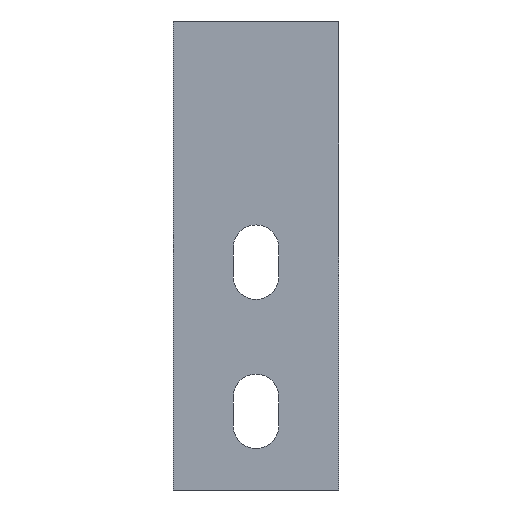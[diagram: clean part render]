
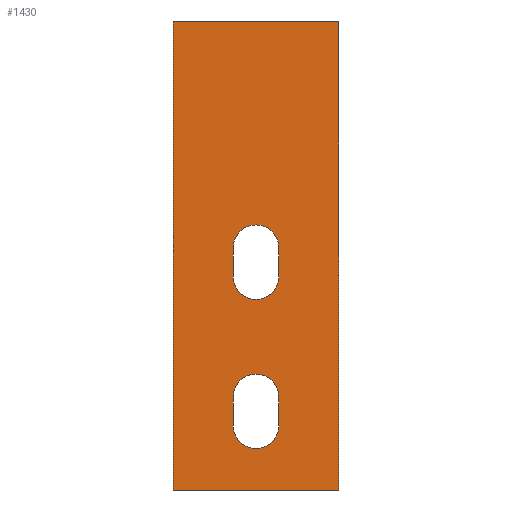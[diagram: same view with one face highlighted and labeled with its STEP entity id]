
A CAD part, front view. The second image highlights one B-rep face of the part: STEP entity #1430.
In plain terms, the highlighted planar face has unit normal (0, -1, 0).
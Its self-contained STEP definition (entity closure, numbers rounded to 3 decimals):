
#18 = VECTOR ( 'NONE', #2973, 1000. ) ;
#22 = EDGE_CURVE ( 'NONE', #846, #1802, #1361, .T. ) ;
#27 = VECTOR ( 'NONE', #2474, 1000. ) ;
#88 = VECTOR ( 'NONE', #3027, 1000. ) ;
#120 = ORIENTED_EDGE ( 'NONE', *, *, #1089, .F. ) ;
#141 = VECTOR ( 'NONE', #421, 1000. ) ;
#143 = ORIENTED_EDGE ( 'NONE', *, *, #2339, .F. ) ;
#189 = EDGE_LOOP ( 'NONE', ( #3313, #2361, #3464, #143 ) ) ;
#213 = DIRECTION ( 'NONE',  ( 0., 0., -1. ) ) ;
#253 = ORIENTED_EDGE ( 'NONE', *, *, #1302, .F. ) ;
#270 = CARTESIAN_POINT ( 'NONE',  ( 0., 0., -34. ) ) ;
#289 = LINE ( 'NONE', #1474, #18 ) ;
#306 = FACE_BOUND ( 'NONE', #2220, .T. ) ;
#308 = CARTESIAN_POINT ( 'NONE',  ( -5.5, 0., -41. ) ) ;
#334 = VERTEX_POINT ( 'NONE', #1926 ) ;
#383 = ORIENTED_EDGE ( 'NONE', *, *, #3355, .F. ) ;
#390 = VECTOR ( 'NONE', #3211, 1000. ) ;
#421 = DIRECTION ( 'NONE',  ( 0., 0., -1. ) ) ;
#434 = CARTESIAN_POINT ( 'NONE',  ( 0., 0., -28.5 ) ) ;
#456 = VERTEX_POINT ( 'NONE', #1782 ) ;
#503 = CARTESIAN_POINT ( 'NONE',  ( -20., 0., -56.5 ) ) ;
#505 = CARTESIAN_POINT ( 'NONE',  ( -5.5, 0., -34. ) ) ;
#559 = CARTESIAN_POINT ( 'NONE',  ( 0., 0., 2. ) ) ;
#716 = VERTEX_POINT ( 'NONE', #434 ) ;
#767 = DIRECTION ( 'NONE',  ( 0., -1., 0. ) ) ;
#769 = CIRCLE ( 'NONE', #2937, 5.5 ) ;
#846 = VERTEX_POINT ( 'NONE', #1164 ) ;
#889 = AXIS2_PLACEMENT_3D ( 'NONE', #559, #3413, #3128 ) ;
#890 = AXIS2_PLACEMENT_3D ( 'NONE', #1639, #1671, #1903 ) ;
#907 = DIRECTION ( 'NONE',  ( 0., 1., 0. ) ) ;
#985 = VERTEX_POINT ( 'NONE', #505 ) ;
#1005 = AXIS2_PLACEMENT_3D ( 'NONE', #3575, #3338, #2125 ) ;
#1052 = LINE ( 'NONE', #1641, #88 ) ;
#1055 = CARTESIAN_POINT ( 'NONE',  ( 0., 0., -5. ) ) ;
#1084 = DIRECTION ( 'NONE',  ( 0., 0., 1. ) ) ;
#1089 = EDGE_CURVE ( 'NONE', #3562, #2469, #3652, .T. ) ;
#1096 = VERTEX_POINT ( 'NONE', #2144 ) ;
#1155 = CARTESIAN_POINT ( 'NONE',  ( -20., 0., 56.5 ) ) ;
#1164 = CARTESIAN_POINT ( 'NONE',  ( -20., 0., 56.5 ) ) ;
#1198 = EDGE_CURVE ( 'NONE', #3246, #1096, #2738, .T. ) ;
#1302 = EDGE_CURVE ( 'NONE', #1096, #3520, #289, .T. ) ;
#1361 = LINE ( 'NONE', #1155, #2787 ) ;
#1430 = ADVANCED_FACE ( 'NONE', ( #2957, #306, #2666 ), #2374, .F. ) ;
#1431 = VERTEX_POINT ( 'NONE', #1795 ) ;
#1460 = VECTOR ( 'NONE', #2576, 1000. ) ;
#1474 = CARTESIAN_POINT ( 'NONE',  ( 5.5, 0., 2. ) ) ;
#1572 = CIRCLE ( 'NONE', #890, 5.5 ) ;
#1629 = CIRCLE ( 'NONE', #2862, 5.5 ) ;
#1639 = CARTESIAN_POINT ( 'NONE',  ( 0., 0., 2. ) ) ;
#1641 = CARTESIAN_POINT ( 'NONE',  ( 5.5, 0., -34. ) ) ;
#1668 = LINE ( 'NONE', #503, #1460 ) ;
#1671 = DIRECTION ( 'NONE',  ( 0., -1., 0. ) ) ;
#1685 = EDGE_CURVE ( 'NONE', #3520, #456, #1572, .T. ) ;
#1753 = CARTESIAN_POINT ( 'NONE',  ( 5.5, 0., -41. ) ) ;
#1755 = EDGE_LOOP ( 'NONE', ( #3235, #3143, #3044, #253, #2214 ) ) ;
#1782 = CARTESIAN_POINT ( 'NONE',  ( 0., 0., 7.5 ) ) ;
#1795 = CARTESIAN_POINT ( 'NONE',  ( 20., 0., 56.5 ) ) ;
#1802 = VERTEX_POINT ( 'NONE', #2344 ) ;
#1903 = DIRECTION ( 'NONE',  ( 0., 0., 1. ) ) ;
#1914 = LINE ( 'NONE', #3042, #27 ) ;
#1926 = CARTESIAN_POINT ( 'NONE',  ( 20., 0., -56.5 ) ) ;
#1973 = DIRECTION ( 'NONE',  ( 0., 0., 1. ) ) ;
#2031 = CARTESIAN_POINT ( 'NONE',  ( -20., 0., 56.5 ) ) ;
#2070 = CARTESIAN_POINT ( 'NONE',  ( 5.5, 0., -34. ) ) ;
#2125 = DIRECTION ( 'NONE',  ( 0., 0., 1. ) ) ;
#2144 = CARTESIAN_POINT ( 'NONE',  ( 5.5, 0., -5. ) ) ;
#2210 = VERTEX_POINT ( 'NONE', #2070 ) ;
#2214 = ORIENTED_EDGE ( 'NONE', *, *, #1198, .F. ) ;
#2216 = VERTEX_POINT ( 'NONE', #3249 ) ;
#2220 = EDGE_LOOP ( 'NONE', ( #383, #3104, #2238, #3204, #120 ) ) ;
#2238 = ORIENTED_EDGE ( 'NONE', *, *, #3073, .F. ) ;
#2242 = EDGE_CURVE ( 'NONE', #2469, #2210, #1052, .T. ) ;
#2296 = DIRECTION ( 'NONE',  ( 0., -1., 0. ) ) ;
#2339 = EDGE_CURVE ( 'NONE', #1431, #334, #3799, .T. ) ;
#2344 = CARTESIAN_POINT ( 'NONE',  ( -20., 0., -56.5 ) ) ;
#2361 = ORIENTED_EDGE ( 'NONE', *, *, #22, .T. ) ;
#2374 = PLANE ( 'NONE',  #3719 ) ;
#2468 = LINE ( 'NONE', #3646, #141 ) ;
#2469 = VERTEX_POINT ( 'NONE', #1753 ) ;
#2474 = DIRECTION ( 'NONE',  ( 0., 0., -1. ) ) ;
#2550 = CIRCLE ( 'NONE', #889, 5.5 ) ;
#2576 = DIRECTION ( 'NONE',  ( 1., 0., 0. ) ) ;
#2605 = CARTESIAN_POINT ( 'NONE',  ( 0., 0., 0. ) ) ;
#2623 = VECTOR ( 'NONE', #3141, 1000. ) ;
#2625 = CARTESIAN_POINT ( 'NONE',  ( 20., 0., 56.5 ) ) ;
#2652 = EDGE_CURVE ( 'NONE', #2216, #3246, #1914, .T. ) ;
#2666 = FACE_OUTER_BOUND ( 'NONE', #189, .T. ) ;
#2738 = CIRCLE ( 'NONE', #3234, 5.5 ) ;
#2787 = VECTOR ( 'NONE', #213, 1000. ) ;
#2819 = DIRECTION ( 'NONE',  ( 0., 0., 1. ) ) ;
#2862 = AXIS2_PLACEMENT_3D ( 'NONE', #270, #2296, #1084 ) ;
#2882 = EDGE_CURVE ( 'NONE', #1802, #334, #1668, .T. ) ;
#2923 = CARTESIAN_POINT ( 'NONE',  ( 0., 0., -34. ) ) ;
#2937 = AXIS2_PLACEMENT_3D ( 'NONE', #2923, #3440, #1973 ) ;
#2957 = FACE_BOUND ( 'NONE', #1755, .T. ) ;
#2973 = DIRECTION ( 'NONE',  ( 0., 0., 1. ) ) ;
#2996 = CARTESIAN_POINT ( 'NONE',  ( 5.5, 0., 2. ) ) ;
#3027 = DIRECTION ( 'NONE',  ( 0., 0., 1. ) ) ;
#3042 = CARTESIAN_POINT ( 'NONE',  ( -5.5, 0., 2. ) ) ;
#3044 = ORIENTED_EDGE ( 'NONE', *, *, #1685, .F. ) ;
#3073 = EDGE_CURVE ( 'NONE', #2210, #716, #769, .T. ) ;
#3104 = ORIENTED_EDGE ( 'NONE', *, *, #3364, .F. ) ;
#3128 = DIRECTION ( 'NONE',  ( 0., 0., 1. ) ) ;
#3141 = DIRECTION ( 'NONE',  ( 0., 0., -1. ) ) ;
#3143 = ORIENTED_EDGE ( 'NONE', *, *, #3497, .F. ) ;
#3204 = ORIENTED_EDGE ( 'NONE', *, *, #2242, .F. ) ;
#3211 = DIRECTION ( 'NONE',  ( 1., 0., 0. ) ) ;
#3234 = AXIS2_PLACEMENT_3D ( 'NONE', #1055, #767, #2819 ) ;
#3235 = ORIENTED_EDGE ( 'NONE', *, *, #2652, .F. ) ;
#3246 = VERTEX_POINT ( 'NONE', #3283 ) ;
#3249 = CARTESIAN_POINT ( 'NONE',  ( -5.5, 0., 2. ) ) ;
#3264 = DIRECTION ( 'NONE',  ( 0., 0., 1. ) ) ;
#3283 = CARTESIAN_POINT ( 'NONE',  ( -5.5, 0., -5. ) ) ;
#3313 = ORIENTED_EDGE ( 'NONE', *, *, #3482, .F. ) ;
#3338 = DIRECTION ( 'NONE',  ( 0., -1., 0. ) ) ;
#3355 = EDGE_CURVE ( 'NONE', #985, #3562, #2468, .T. ) ;
#3364 = EDGE_CURVE ( 'NONE', #716, #985, #1629, .T. ) ;
#3413 = DIRECTION ( 'NONE',  ( 0., -1., 0. ) ) ;
#3440 = DIRECTION ( 'NONE',  ( 0., -1., 0. ) ) ;
#3464 = ORIENTED_EDGE ( 'NONE', *, *, #2882, .T. ) ;
#3482 = EDGE_CURVE ( 'NONE', #846, #1431, #3495, .T. ) ;
#3495 = LINE ( 'NONE', #2031, #390 ) ;
#3497 = EDGE_CURVE ( 'NONE', #456, #2216, #2550, .T. ) ;
#3520 = VERTEX_POINT ( 'NONE', #2996 ) ;
#3562 = VERTEX_POINT ( 'NONE', #308 ) ;
#3575 = CARTESIAN_POINT ( 'NONE',  ( 0., 0., -41. ) ) ;
#3646 = CARTESIAN_POINT ( 'NONE',  ( -5.5, 0., -34. ) ) ;
#3652 = CIRCLE ( 'NONE', #1005, 5.5 ) ;
#3719 = AXIS2_PLACEMENT_3D ( 'NONE', #2605, #907, #3264 ) ;
#3799 = LINE ( 'NONE', #2625, #2623 ) ;
